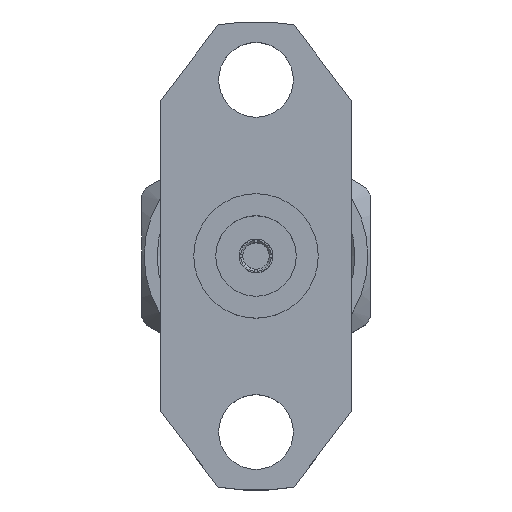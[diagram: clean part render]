
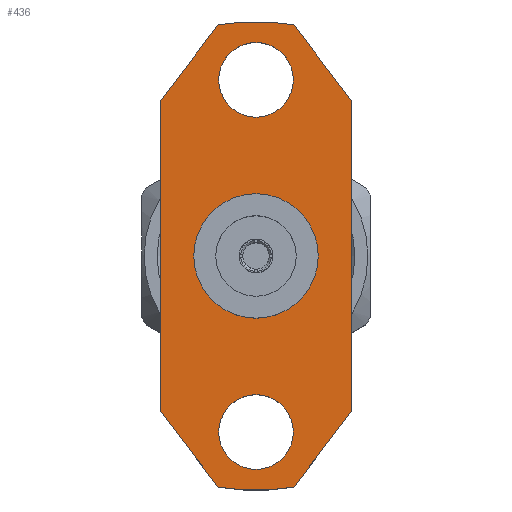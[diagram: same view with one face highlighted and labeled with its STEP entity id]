
A CAD part, top view. The second image highlights one B-rep face of the part: STEP entity #436.
In plain terms, the highlighted planar face has unit normal (0, 0, 1).
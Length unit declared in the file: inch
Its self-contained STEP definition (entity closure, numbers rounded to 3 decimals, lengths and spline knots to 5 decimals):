
#7 = EDGE_CURVE ( 'NONE', #1508, #2726, #510, .T. ) ;
#32 = EDGE_CURVE ( 'NONE', #3473, #3473, #2205, .T. ) ;
#45 = VECTOR ( 'NONE', #129, 39.37008 ) ;
#61 = CARTESIAN_POINT ( 'NONE',  ( 0.051, 0.2405, 0. ) ) ;
#129 = DIRECTION ( 'NONE',  ( 0., 1., 0. ) ) ;
#195 = CARTESIAN_POINT ( 'NONE',  ( -0.13, -0.2124, 0. ) ) ;
#204 = DIRECTION ( 'NONE',  ( 0., 0., -1. ) ) ;
#262 = FACE_OUTER_BOUND ( 'NONE', #775, .T. ) ;
#297 = EDGE_LOOP ( 'NONE', ( #3367 ) ) ;
#309 = CARTESIAN_POINT ( 'NONE',  ( -0.05167, 0.3158, 0. ) ) ;
#356 = LINE ( 'NONE', #1216, #1587 ) ;
#436 = ADVANCED_FACE ( 'NONE', ( #820, #1921, #3707, #262 ), #3369, .F. ) ;
#461 = LINE ( 'NONE', #2196, #2671 ) ;
#510 = LINE ( 'NONE', #2193, #3299 ) ;
#536 = DIRECTION ( 'NONE',  ( -0.604, -0.797, 0. ) ) ;
#538 = CARTESIAN_POINT ( 'NONE',  ( 0., 0., 0. ) ) ;
#605 = VERTEX_POINT ( 'NONE', #2378 ) ;
#620 = CIRCLE ( 'NONE', #1353, 0.32 ) ;
#627 = VERTEX_POINT ( 'NONE', #3536 ) ;
#634 = VERTEX_POINT ( 'NONE', #1870 ) ;
#686 = ORIENTED_EDGE ( 'NONE', *, *, #918, .F. ) ;
#740 = CARTESIAN_POINT ( 'NONE',  ( 0., 0., 0. ) ) ;
#775 = EDGE_LOOP ( 'NONE', ( #1510, #3541, #1543, #2465, #3089, #3235, #2949, #2216 ) ) ;
#782 = CARTESIAN_POINT ( 'NONE',  ( 0., 0., 0. ) ) ;
#820 = FACE_BOUND ( 'NONE', #1679, .T. ) ;
#865 = VERTEX_POINT ( 'NONE', #1610 ) ;
#918 = EDGE_CURVE ( 'NONE', #2642, #2642, #3271, .T. ) ;
#1077 = DIRECTION ( 'NONE',  ( -1., 0., 0. ) ) ;
#1216 = CARTESIAN_POINT ( 'NONE',  ( -0.13, -0.32, 0. ) ) ;
#1245 = DIRECTION ( 'NONE',  ( 0., 0., -1. ) ) ;
#1246 = ORIENTED_EDGE ( 'NONE', *, *, #32, .F. ) ;
#1353 = AXIS2_PLACEMENT_3D ( 'NONE', #2680, #1245, #1858 ) ;
#1361 = DIRECTION ( 'NONE',  ( 0., 0., 1. ) ) ;
#1371 = LINE ( 'NONE', #3350, #2160 ) ;
#1374 = VECTOR ( 'NONE', #1709, 39.37008 ) ;
#1383 = LINE ( 'NONE', #195, #1374 ) ;
#1508 = VERTEX_POINT ( 'NONE', #2762 ) ;
#1510 = ORIENTED_EDGE ( 'NONE', *, *, #3354, .T. ) ;
#1543 = ORIENTED_EDGE ( 'NONE', *, *, #3124, .F. ) ;
#1550 = LINE ( 'NONE', #2411, #45 ) ;
#1570 = EDGE_CURVE ( 'NONE', #2726, #605, #1550, .T. ) ;
#1572 = DIRECTION ( 'NONE',  ( 1., 0., 0. ) ) ;
#1587 = VECTOR ( 'NONE', #2705, 39.37008 ) ;
#1598 = DIRECTION ( 'NONE',  ( 0., 0., 1. ) ) ;
#1610 = CARTESIAN_POINT ( 'NONE',  ( 0.05167, 0.3158, 0. ) ) ;
#1676 = AXIS2_PLACEMENT_3D ( 'NONE', #740, #1598, #1077 ) ;
#1679 = EDGE_LOOP ( 'NONE', ( #686 ) ) ;
#1709 = DIRECTION ( 'NONE',  ( 0.604, -0.797, 0. ) ) ;
#1736 = EDGE_CURVE ( 'NONE', #2316, #634, #1371, .T. ) ;
#1777 = DIRECTION ( 'NONE',  ( 0., 0., 1. ) ) ;
#1801 = CARTESIAN_POINT ( 'NONE',  ( -0.085, 0., 0. ) ) ;
#1858 = DIRECTION ( 'NONE',  ( -1., 0., 0. ) ) ;
#1859 = CIRCLE ( 'NONE', #3482, 0.32 ) ;
#1870 = CARTESIAN_POINT ( 'NONE',  ( -0.13, 0.2124, 0. ) ) ;
#1889 = CARTESIAN_POINT ( 'NONE',  ( 0.051, -0.2405, 0. ) ) ;
#1919 = AXIS2_PLACEMENT_3D ( 'NONE', #3549, #1777, #1572 ) ;
#1921 = FACE_BOUND ( 'NONE', #297, .T. ) ;
#2003 = EDGE_CURVE ( 'NONE', #605, #865, #461, .T. ) ;
#2044 = VERTEX_POINT ( 'NONE', #3043 ) ;
#2160 = VECTOR ( 'NONE', #536, 39.37008 ) ;
#2193 = CARTESIAN_POINT ( 'NONE',  ( 0.13, -0.2124, 0. ) ) ;
#2196 = CARTESIAN_POINT ( 'NONE',  ( 0.13, 0.2124, 0. ) ) ;
#2205 = CIRCLE ( 'NONE', #1676, 0.085 ) ;
#2216 = ORIENTED_EDGE ( 'NONE', *, *, #1736, .T. ) ;
#2316 = VERTEX_POINT ( 'NONE', #309 ) ;
#2377 = CARTESIAN_POINT ( 'NONE',  ( 0.13, -0.2124, 0. ) ) ;
#2378 = CARTESIAN_POINT ( 'NONE',  ( 0.13, 0.2124, 0. ) ) ;
#2393 = EDGE_CURVE ( 'NONE', #2316, #865, #620, .T. ) ;
#2411 = CARTESIAN_POINT ( 'NONE',  ( 0.13, -0.32, 0. ) ) ;
#2460 = DIRECTION ( 'NONE',  ( -0.604, 0.797, 0. ) ) ;
#2465 = ORIENTED_EDGE ( 'NONE', *, *, #7, .T. ) ;
#2470 = CARTESIAN_POINT ( 'NONE',  ( 0., 0.2405, 0. ) ) ;
#2486 = DIRECTION ( 'NONE',  ( 1., 0., 0. ) ) ;
#2533 = DIRECTION ( 'NONE',  ( 0., -1., 0. ) ) ;
#2534 = DIRECTION ( 'NONE',  ( 0., 0., -1. ) ) ;
#2562 = EDGE_CURVE ( 'NONE', #627, #2044, #1383, .T. ) ;
#2642 = VERTEX_POINT ( 'NONE', #61 ) ;
#2671 = VECTOR ( 'NONE', #2460, 39.37008 ) ;
#2680 = CARTESIAN_POINT ( 'NONE',  ( 0., 0., 0. ) ) ;
#2705 = DIRECTION ( 'NONE',  ( 0., -1., 0. ) ) ;
#2726 = VERTEX_POINT ( 'NONE', #2377 ) ;
#2762 = CARTESIAN_POINT ( 'NONE',  ( 0.05167, -0.3158, 0. ) ) ;
#2949 = ORIENTED_EDGE ( 'NONE', *, *, #2393, .F. ) ;
#3043 = CARTESIAN_POINT ( 'NONE',  ( -0.05167, -0.3158, 0. ) ) ;
#3062 = EDGE_CURVE ( 'NONE', #3533, #3533, #3722, .T. ) ;
#3089 = ORIENTED_EDGE ( 'NONE', *, *, #1570, .T. ) ;
#3124 = EDGE_CURVE ( 'NONE', #1508, #2044, #1859, .T. ) ;
#3182 = DIRECTION ( 'NONE',  ( -1., 0., 0. ) ) ;
#3193 = EDGE_LOOP ( 'NONE', ( #1246 ) ) ;
#3235 = ORIENTED_EDGE ( 'NONE', *, *, #2003, .T. ) ;
#3271 = CIRCLE ( 'NONE', #3445, 0.051 ) ;
#3299 = VECTOR ( 'NONE', #3326, 39.37008 ) ;
#3326 = DIRECTION ( 'NONE',  ( 0.604, 0.797, 0. ) ) ;
#3350 = CARTESIAN_POINT ( 'NONE',  ( -0.13, 0.2124, 0. ) ) ;
#3354 = EDGE_CURVE ( 'NONE', #634, #627, #356, .T. ) ;
#3367 = ORIENTED_EDGE ( 'NONE', *, *, #3062, .F. ) ;
#3369 = PLANE ( 'NONE',  #3412 ) ;
#3412 = AXIS2_PLACEMENT_3D ( 'NONE', #782, #204, #2533 ) ;
#3445 = AXIS2_PLACEMENT_3D ( 'NONE', #2470, #1361, #2486 ) ;
#3473 = VERTEX_POINT ( 'NONE', #1801 ) ;
#3482 = AXIS2_PLACEMENT_3D ( 'NONE', #538, #2534, #3182 ) ;
#3533 = VERTEX_POINT ( 'NONE', #1889 ) ;
#3536 = CARTESIAN_POINT ( 'NONE',  ( -0.13, -0.2124, 0. ) ) ;
#3541 = ORIENTED_EDGE ( 'NONE', *, *, #2562, .T. ) ;
#3549 = CARTESIAN_POINT ( 'NONE',  ( 0., -0.2405, 0. ) ) ;
#3707 = FACE_BOUND ( 'NONE', #3193, .T. ) ;
#3722 = CIRCLE ( 'NONE', #1919, 0.051 ) ;
